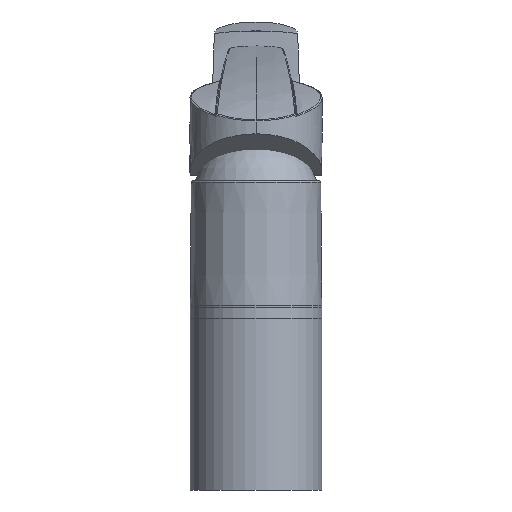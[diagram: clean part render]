
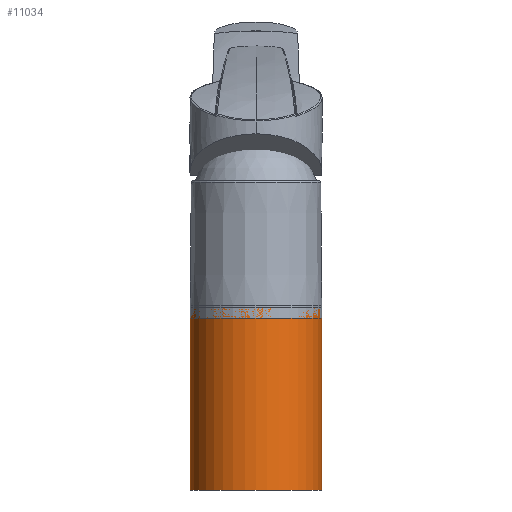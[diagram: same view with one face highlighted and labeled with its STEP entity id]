
A CAD part, left-side view. The second image highlights one B-rep face of the part: STEP entity #11034.
In plain terms, the highlighted cylindrical face has radius 24.5 mm (diameter 49 mm), a full revolution.
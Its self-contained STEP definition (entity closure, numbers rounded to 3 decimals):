
#141=CIRCLE('',#12024,24.5);
#144=CIRCLE('',#12031,24.5);
#868=CYLINDRICAL_SURFACE('',#12030,24.5);
#3342=ORIENTED_EDGE('',*,*,#5768,.F.);
#3343=ORIENTED_EDGE('',*,*,#5761,.F.);
#3344=ORIENTED_EDGE('',*,*,#5746,.T.);
#3345=ORIENTED_EDGE('',*,*,#5758,.F.);
#3346=ORIENTED_EDGE('',*,*,#5750,.T.);
#3347=ORIENTED_EDGE('',*,*,#5756,.F.);
#3348=ORIENTED_EDGE('',*,*,#5753,.F.);
#3349=ORIENTED_EDGE('',*,*,#5764,.F.);
#3350=ORIENTED_EDGE('',*,*,#5767,.F.);
#3351=ORIENTED_EDGE('',*,*,#5772,.T.);
#5746=EDGE_CURVE('',#7923,#7922,#9928,.T.);
#5750=EDGE_CURVE('',#7927,#7926,#9932,.T.);
#5753=EDGE_CURVE('',#7929,#7930,#9935,.T.);
#5756=EDGE_CURVE('',#7930,#7926,#9937,.T.);
#5758=EDGE_CURVE('',#7927,#7922,#9939,.T.);
#5761=EDGE_CURVE('',#7923,#7933,#9942,.T.);
#5764=EDGE_CURVE('',#7935,#7929,#9945,.T.);
#5767=EDGE_CURVE('',#7937,#7937,#141,.T.);
#5768=EDGE_CURVE('',#7933,#7935,#9946,.T.);
#5772=EDGE_CURVE('',#7939,#7939,#144,.T.);
#7922=VERTEX_POINT('',#19450);
#7923=VERTEX_POINT('',#19455);
#7926=VERTEX_POINT('',#19518);
#7927=VERTEX_POINT('',#19523);
#7929=VERTEX_POINT('',#19572);
#7930=VERTEX_POINT('',#19577);
#7933=VERTEX_POINT('',#19786);
#7935=VERTEX_POINT('',#19844);
#7937=VERTEX_POINT('',#19866);
#7939=VERTEX_POINT('',#19900);
#9928=B_SPLINE_CURVE_WITH_KNOTS('',3,(#19451,#19452,#19453,#19454),
 .UNSPECIFIED.,.F.,.F.,(4,4),(0.,0.004),
 .UNSPECIFIED.);
#9932=B_SPLINE_CURVE_WITH_KNOTS('',3,(#19519,#19520,#19521,#19522),
 .UNSPECIFIED.,.F.,.F.,(4,4),(0.,0.004),
 .UNSPECIFIED.);
#9935=B_SPLINE_CURVE_WITH_KNOTS('',3,(#19573,#19574,#19575,#19576),
 .UNSPECIFIED.,.F.,.F.,(4,4),(0.,0.011),.UNSPECIFIED.);
#9937=B_SPLINE_CURVE_WITH_KNOTS('',3,(#19628,#19629,#19630,#19631,#19632,
#19633,#19634),.UNSPECIFIED.,.F.,.F.,(4,1,1,1,4),(0.,
0.004,0.008,0.012,0.016),
 .UNSPECIFIED.);
#9939=B_SPLINE_CURVE_WITH_KNOTS('',3,(#19721,#19722,#19723,#19724,#19725,
#19726),.UNSPECIFIED.,.F.,.F.,(4,1,1,4),(0.002,0.006,
0.01,0.018),.UNSPECIFIED.);
#9942=B_SPLINE_CURVE_WITH_KNOTS('',3,(#19779,#19780,#19781,#19782,#19783,
#19784,#19785),.UNSPECIFIED.,.F.,.F.,(4,1,1,1,4),(0.002,0.006,
0.01,0.014,0.018),.UNSPECIFIED.);
#9945=B_SPLINE_CURVE_WITH_KNOTS('',3,(#19845,#19846,#19847,#19848,#19849,
#19850,#19851,#19852,#19853,#19854,#19855,#19856,#19857,#19858,#19859,#19860),
 .UNSPECIFIED.,.F.,.F.,(4,1,1,1,1,1,1,1,1,1,1,1,1,4),(0.,0.006,
0.008,0.011,0.014,0.017,
0.019,0.022,0.025,0.028,
0.03,0.033,0.039,0.044),
 .UNSPECIFIED.);
#9946=B_SPLINE_CURVE_WITH_KNOTS('',3,(#19887,#19888,#19889,#19890),
 .UNSPECIFIED.,.F.,.F.,(4,4),(0.,0.011),
 .UNSPECIFIED.);
#10198=EDGE_LOOP('',(#3342,#3343,#3344,#3345,#3346,#3347,#3348,#3349));
#10199=EDGE_LOOP('',(#3350));
#10200=EDGE_LOOP('',(#3351));
#10526=FACE_BOUND('',#10198,.T.);
#10527=FACE_BOUND('',#10199,.T.);
#10528=FACE_BOUND('',#10200,.T.);
#11034=ADVANCED_FACE('',(#10526,#10527,#10528),#868,.T.);
#12024=AXIS2_PLACEMENT_3D('',#19865,#13028,#13029);
#12030=AXIS2_PLACEMENT_3D('',#19898,#13041,#13042);
#12031=AXIS2_PLACEMENT_3D('',#19899,#13043,#13044);
#13028=DIRECTION('',(0.,0.,-1.));
#13029=DIRECTION('',(0.,1.,0.));
#13041=DIRECTION('',(0.,0.,-1.));
#13042=DIRECTION('',(0.,1.,0.));
#13043=DIRECTION('',(0.,0.,-1.));
#13044=DIRECTION('',(0.,1.,0.));
#19450=CARTESIAN_POINT('',(23.132,-109.404,22.656));
#19451=CARTESIAN_POINT('',(21.485,-105.7,23.38));
#19452=CARTESIAN_POINT('',(22.1,-106.822,22.817));
#19453=CARTESIAN_POINT('',(22.673,-108.087,22.598));
#19454=CARTESIAN_POINT('',(23.132,-109.404,22.656));
#19455=CARTESIAN_POINT('',(21.485,-105.7,23.38));
#19518=CARTESIAN_POINT('',(21.485,-129.25,23.38));
#19519=CARTESIAN_POINT('',(23.132,-125.546,22.656));
#19520=CARTESIAN_POINT('',(22.673,-126.862,22.598));
#19521=CARTESIAN_POINT('',(22.099,-128.129,22.818));
#19522=CARTESIAN_POINT('',(21.485,-129.25,23.38));
#19523=CARTESIAN_POINT('',(23.132,-125.546,22.656));
#19572=CARTESIAN_POINT('',(16.923,-135.192,47.687));
#19573=CARTESIAN_POINT('',(16.923,-135.192,47.687));
#19574=CARTESIAN_POINT('',(16.903,-135.21,43.871));
#19575=CARTESIAN_POINT('',(16.883,-135.229,40.055));
#19576=CARTESIAN_POINT('',(16.864,-135.248,36.239));
#19577=CARTESIAN_POINT('',(16.864,-135.248,36.239));
#19628=CARTESIAN_POINT('',(16.864,-135.248,36.239));
#19629=CARTESIAN_POINT('',(16.857,-135.254,34.904));
#19630=CARTESIAN_POINT('',(17.006,-135.115,32.264));
#19631=CARTESIAN_POINT('',(17.954,-134.181,28.444));
#19632=CARTESIAN_POINT('',(19.63,-132.242,25.316));
#19633=CARTESIAN_POINT('',(20.901,-130.315,23.914));
#19634=CARTESIAN_POINT('',(21.485,-129.25,23.38));
#19721=CARTESIAN_POINT('',(23.132,-125.546,22.656));
#19722=CARTESIAN_POINT('',(23.584,-124.25,22.714));
#19723=CARTESIAN_POINT('',(24.272,-121.568,22.791));
#19724=CARTESIAN_POINT('',(24.729,-116.116,22.834));
#19725=CARTESIAN_POINT('',(24.036,-111.993,22.772));
#19726=CARTESIAN_POINT('',(23.132,-109.404,22.656));
#19779=CARTESIAN_POINT('',(21.485,-105.7,23.38));
#19780=CARTESIAN_POINT('',(20.903,-104.638,23.913));
#19781=CARTESIAN_POINT('',(19.633,-102.712,25.312));
#19782=CARTESIAN_POINT('',(17.956,-100.77,28.44));
#19783=CARTESIAN_POINT('',(17.006,-99.835,32.259));
#19784=CARTESIAN_POINT('',(16.857,-99.696,34.904));
#19785=CARTESIAN_POINT('',(16.864,-99.702,36.239));
#19786=CARTESIAN_POINT('',(16.864,-99.702,36.239));
#19844=CARTESIAN_POINT('',(16.923,-99.758,47.687));
#19845=CARTESIAN_POINT('',(16.923,-99.758,47.687));
#19846=CARTESIAN_POINT('',(17.942,-100.732,48.907));
#19847=CARTESIAN_POINT('',(19.381,-102.356,50.636));
#19848=CARTESIAN_POINT('',(21.084,-104.921,52.688));
#19849=CARTESIAN_POINT('',(22.232,-107.082,54.076));
#19850=CARTESIAN_POINT('',(23.183,-109.41,55.227));
#19851=CARTESIAN_POINT('',(23.926,-111.98,56.129));
#19852=CARTESIAN_POINT('',(24.39,-114.656,56.691));
#19853=CARTESIAN_POINT('',(24.553,-117.471,56.89));
#19854=CARTESIAN_POINT('',(24.397,-120.232,56.7));
#19855=CARTESIAN_POINT('',(23.93,-122.957,56.133));
#19856=CARTESIAN_POINT('',(23.2,-125.492,55.247));
#19857=CARTESIAN_POINT('',(21.911,-128.657,53.687));
#19858=CARTESIAN_POINT('',(19.89,-132.015,51.247));
#19859=CARTESIAN_POINT('',(17.943,-134.217,48.909));
#19860=CARTESIAN_POINT('',(16.923,-135.192,47.687));
#19865=CARTESIAN_POINT('',(0.,-117.475,0.));
#19866=CARTESIAN_POINT('',(0.,-92.975,0.));
#19887=CARTESIAN_POINT('',(16.864,-99.702,36.239));
#19888=CARTESIAN_POINT('',(16.883,-99.721,40.055));
#19889=CARTESIAN_POINT('',(16.903,-99.74,43.871));
#19890=CARTESIAN_POINT('',(16.923,-99.758,47.687));
#19898=CARTESIAN_POINT('',(0.,-117.475,-57.));
#19899=CARTESIAN_POINT('',(0.,-117.475,68.));
#19900=CARTESIAN_POINT('',(0.,-92.975,68.));
